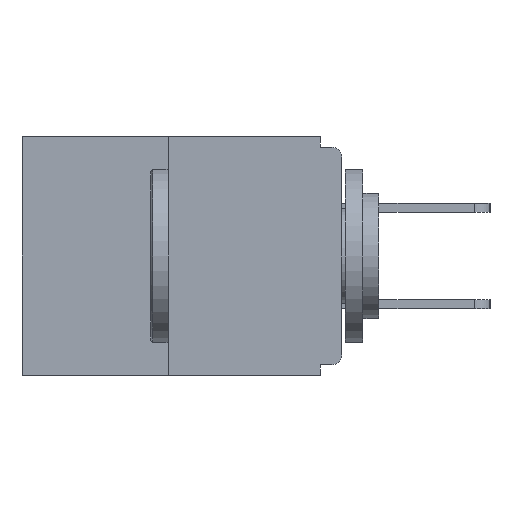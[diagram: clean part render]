
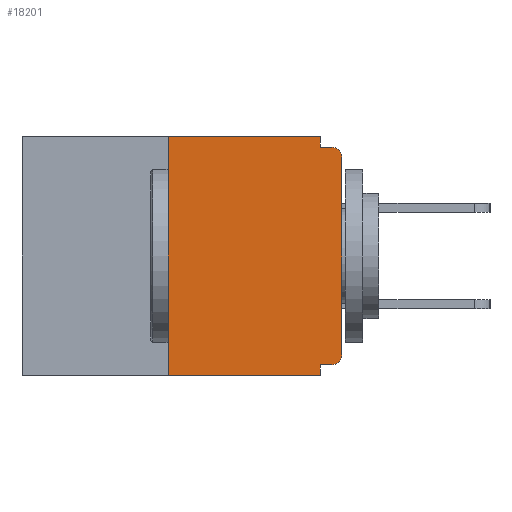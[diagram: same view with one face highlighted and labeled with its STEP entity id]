
A CAD part, left-side view. The second image highlights one B-rep face of the part: STEP entity #18201.
In plain terms, the highlighted planar face has unit normal (-1, 0, 0).
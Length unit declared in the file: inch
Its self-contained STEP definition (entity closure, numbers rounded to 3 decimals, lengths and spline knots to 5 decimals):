
#36 = EDGE_CURVE ( 'NONE', #2051, #18112, #12098, .T. ) ;
#57 = CARTESIAN_POINT ( 'NONE',  ( 0., 0.031, 0. ) ) ;
#403 = LINE ( 'NONE', #5463, #17744 ) ;
#956 = FACE_OUTER_BOUND ( 'NONE', #987, .T. ) ;
#987 = EDGE_LOOP ( 'NONE', ( #18821, #14645, #6377, #9880, #8902, #16259, #10467, #3705, #10245, #14194 ) ) ;
#1244 = EDGE_CURVE ( 'NONE', #20064, #10658, #14798, .T. ) ;
#1499 = LINE ( 'NONE', #2250, #2488 ) ;
#1836 = EDGE_CURVE ( 'NONE', #18629, #18669, #403, .T. ) ;
#2051 = VERTEX_POINT ( 'NONE', #57 ) ;
#2123 = EDGE_CURVE ( 'NONE', #17470, #13848, #7533, .T. ) ;
#2250 = CARTESIAN_POINT ( 'NONE',  ( 0., 0., -0.015 ) ) ;
#2488 = VECTOR ( 'NONE', #3900, 39.37008 ) ;
#2694 = EDGE_CURVE ( 'NONE', #13848, #10984, #2819, .T. ) ;
#2819 = LINE ( 'NONE', #9620, #17461 ) ;
#2865 = CIRCLE ( 'NONE', #6515, 0.015 ) ;
#2904 = AXIS2_PLACEMENT_3D ( 'NONE', #3398, #3332, #14367 ) ;
#3332 = DIRECTION ( 'NONE',  ( 1., 0., 0. ) ) ;
#3398 = CARTESIAN_POINT ( 'NONE',  ( 0., 0.46, 0. ) ) ;
#3705 = ORIENTED_EDGE ( 'NONE', *, *, #11387, .T. ) ;
#3900 = DIRECTION ( 'NONE',  ( 0., -1., 0. ) ) ;
#4125 = VECTOR ( 'NONE', #7381, 39.37008 ) ;
#4182 = VECTOR ( 'NONE', #18847, 39.37008 ) ;
#4281 = DIRECTION ( 'NONE',  ( -1., 0., 0. ) ) ;
#4886 = EDGE_CURVE ( 'NONE', #17470, #18629, #12961, .T. ) ;
#4941 = CARTESIAN_POINT ( 'NONE',  ( 0., 0., -0.328 ) ) ;
#5080 = DIRECTION ( 'NONE',  ( 0., 0., -1. ) ) ;
#5463 = CARTESIAN_POINT ( 'NONE',  ( 0., 0., 0. ) ) ;
#5891 = LINE ( 'NONE', #17185, #12322 ) ;
#6340 = CARTESIAN_POINT ( 'NONE',  ( 0., 0.031, -0.343 ) ) ;
#6377 = ORIENTED_EDGE ( 'NONE', *, *, #18355, .T. ) ;
#6515 = AXIS2_PLACEMENT_3D ( 'NONE', #17712, #11361, #5080 ) ;
#6652 = CARTESIAN_POINT ( 'NONE',  ( 0., 0.25, 0. ) ) ;
#7381 = DIRECTION ( 'NONE',  ( 0., -1., 0. ) ) ;
#7533 = LINE ( 'NONE', #4941, #15741 ) ;
#7755 = CARTESIAN_POINT ( 'NONE',  ( 0., 0.031, -0.015 ) ) ;
#8011 = CARTESIAN_POINT ( 'NONE',  ( 0., 0.015, -0.328 ) ) ;
#8075 = PLANE ( 'NONE',  #2904 ) ;
#8092 = DIRECTION ( 'NONE',  ( 0., 0., -1. ) ) ;
#8125 = VERTEX_POINT ( 'NONE', #16048 ) ;
#8347 = CARTESIAN_POINT ( 'NONE',  ( 0., 0.031, -0.328 ) ) ;
#8583 = EDGE_CURVE ( 'NONE', #10658, #2051, #12544, .T. ) ;
#8902 = ORIENTED_EDGE ( 'NONE', *, *, #2123, .F. ) ;
#9157 = CARTESIAN_POINT ( 'NONE',  ( 0., 0.015, -0.313 ) ) ;
#9349 = CARTESIAN_POINT ( 'NONE',  ( 0., 0.25, -0.343 ) ) ;
#9620 = CARTESIAN_POINT ( 'NONE',  ( 0., 0.031, -0.343 ) ) ;
#9830 = AXIS2_PLACEMENT_3D ( 'NONE', #9157, #4281, #10580 ) ;
#9880 = ORIENTED_EDGE ( 'NONE', *, *, #2694, .F. ) ;
#10245 = ORIENTED_EDGE ( 'NONE', *, *, #14584, .F. ) ;
#10467 = ORIENTED_EDGE ( 'NONE', *, *, #1836, .T. ) ;
#10580 = DIRECTION ( 'NONE',  ( 0., 0., -1. ) ) ;
#10658 = VERTEX_POINT ( 'NONE', #11235 ) ;
#10984 = VERTEX_POINT ( 'NONE', #6340 ) ;
#11167 = DIRECTION ( 'NONE',  ( 0., 1., 0. ) ) ;
#11235 = CARTESIAN_POINT ( 'NONE',  ( 0., 0.25, 0. ) ) ;
#11361 = DIRECTION ( 'NONE',  ( -1., 0., 0. ) ) ;
#11387 = EDGE_CURVE ( 'NONE', #18669, #8125, #2865, .T. ) ;
#12098 = LINE ( 'NONE', #14158, #4182 ) ;
#12322 = VECTOR ( 'NONE', #15859, 39.37008 ) ;
#12429 = CARTESIAN_POINT ( 'NONE',  ( 0., 0., -0.03 ) ) ;
#12544 = LINE ( 'NONE', #15301, #4125 ) ;
#12643 = CARTESIAN_POINT ( 'NONE',  ( 0., 0., -0.313 ) ) ;
#12961 = CIRCLE ( 'NONE', #9830, 0.015 ) ;
#13291 = VECTOR ( 'NONE', #17792, 39.37008 ) ;
#13848 = VERTEX_POINT ( 'NONE', #8347 ) ;
#14158 = CARTESIAN_POINT ( 'NONE',  ( 0., 0.031, 0. ) ) ;
#14194 = ORIENTED_EDGE ( 'NONE', *, *, #36, .F. ) ;
#14367 = DIRECTION ( 'NONE',  ( 0., 0., -1. ) ) ;
#14584 = EDGE_CURVE ( 'NONE', #18112, #8125, #1499, .T. ) ;
#14645 = ORIENTED_EDGE ( 'NONE', *, *, #1244, .F. ) ;
#14798 = LINE ( 'NONE', #6652, #13291 ) ;
#15301 = CARTESIAN_POINT ( 'NONE',  ( 0., 0.46, 0. ) ) ;
#15741 = VECTOR ( 'NONE', #11167, 39.37008 ) ;
#15859 = DIRECTION ( 'NONE',  ( 0., -1., 0. ) ) ;
#16048 = CARTESIAN_POINT ( 'NONE',  ( 0., 0.015, -0.015 ) ) ;
#16259 = ORIENTED_EDGE ( 'NONE', *, *, #4886, .T. ) ;
#17185 = CARTESIAN_POINT ( 'NONE',  ( 0., 0.46, -0.343 ) ) ;
#17461 = VECTOR ( 'NONE', #8092, 39.37008 ) ;
#17470 = VERTEX_POINT ( 'NONE', #8011 ) ;
#17712 = CARTESIAN_POINT ( 'NONE',  ( 0., 0.015, -0.03 ) ) ;
#17744 = VECTOR ( 'NONE', #19981, 39.37008 ) ;
#17792 = DIRECTION ( 'NONE',  ( 0., 0., 1. ) ) ;
#18112 = VERTEX_POINT ( 'NONE', #7755 ) ;
#18201 = ADVANCED_FACE ( 'NONE', ( #956 ), #8075, .F. ) ;
#18355 = EDGE_CURVE ( 'NONE', #20064, #10984, #5891, .T. ) ;
#18629 = VERTEX_POINT ( 'NONE', #12643 ) ;
#18669 = VERTEX_POINT ( 'NONE', #12429 ) ;
#18821 = ORIENTED_EDGE ( 'NONE', *, *, #8583, .F. ) ;
#18847 = DIRECTION ( 'NONE',  ( 0., 0., -1. ) ) ;
#19981 = DIRECTION ( 'NONE',  ( 0., 0., 1. ) ) ;
#20064 = VERTEX_POINT ( 'NONE', #9349 ) ;
